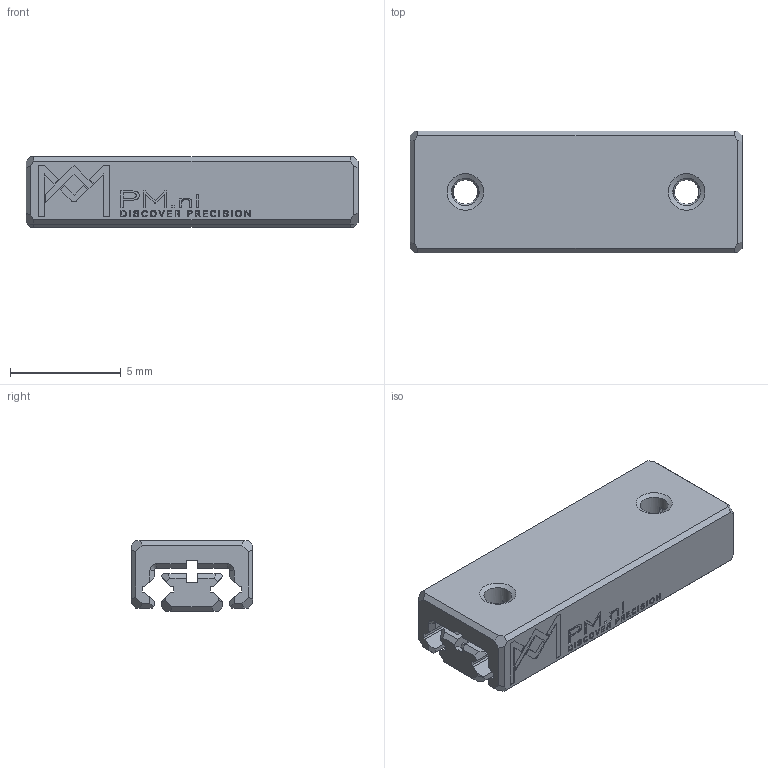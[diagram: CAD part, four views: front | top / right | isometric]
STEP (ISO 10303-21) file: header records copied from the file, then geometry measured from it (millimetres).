
FILE_DESCRIPTION(/* description */ (''),/* implementation_level */ '2;1');
FILE_NAME(/* name */ 'MSR 3-15.stp',/* time_stamp */ '2024-09-27T09:25:13+02:00',/* author */ (''),/* organization */ (''),/* preprocessor_version */ 'ST-DEVELOPER v16.7',/* originating_system */ 'SIEMENS PLM Software NX 12.0',/* authorisation */ '');
FILE_SCHEMA (('AUTOMOTIVE_DESIGN { 1 0 10303 214 3 1 1 1 }'));
Length unit declared in the file: millimetre
Products named in the file (1): 081718_B_1-Slide MSR 3-15 Assy_stp
Bounding box: 15 x 5.5 x 3.2 mm (x, y, z)
Volume: 195.4 mm3; surface area: 537.3 mm2
Topology: 2 solids, 2 shells, 994 faces, 2772 edges, 1844 vertices
Faces by surface type: plane 792, bspline 180, cone 16, cylinder 6
Full cylindrical faces by diameter (mm): 1.1 x2, 1.25 x2
Entity records: 36395 total; most frequent: CARTESIAN_POINT 8127, ORIENTED_EDGE 5520, DIRECTION 4070, EDGE_CURVE 2760, LINE 2328, VECTOR 2328, VERTEX_POINT 1840, EDGE_LOOP 1072
